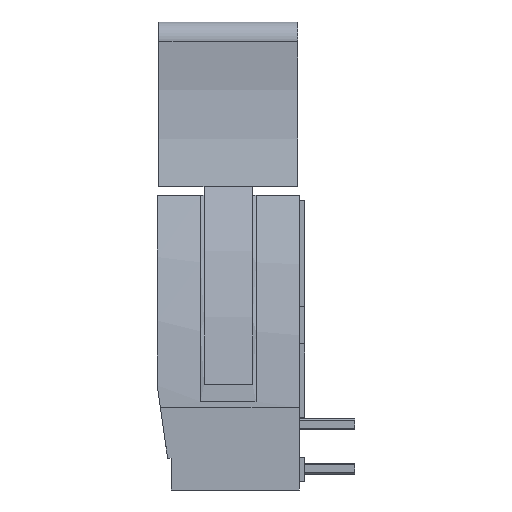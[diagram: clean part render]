
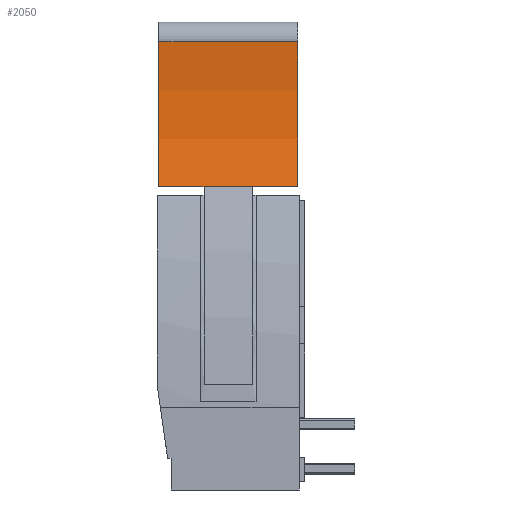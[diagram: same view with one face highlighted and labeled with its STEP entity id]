
A CAD part, left-side view. The second image highlights one B-rep face of the part: STEP entity #2050.
In plain terms, the highlighted cylindrical face has radius 20 mm (diameter 40 mm), a partial arc.
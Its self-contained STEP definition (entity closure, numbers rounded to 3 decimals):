
#16393 = VERTEX_POINT ( 'NONE', #12766 ) ;
#16773 = LINE ( 'NONE', #16774, #16775 ) ;
#16774 = CARTESIAN_POINT ( 'NONE',  ( -19.701, 5.8, 4. ) ) ;
#16775 = VECTOR ( 'NONE', #16776, 1000. ) ;
#16776 = DIRECTION ( 'NONE',  ( 0., -1., 0. ) ) ;
#16902 = EDGE_CURVE ( 'NONE', #17255, #7438, #13159, .T. ) ;
#628 = EDGE_CURVE ( 'NONE', #14417, #1868, #16773, .T. ) ;
#17255 = VERTEX_POINT ( 'NONE', #13571 ) ;
#1408 = CARTESIAN_POINT ( 'NONE',  ( -19.701, 3., 4. ) ) ;
#1829 = FACE_OUTER_BOUND ( 'NONE', #2880, .T. ) ;
#1853 = CYLINDRICAL_SURFACE ( 'NONE', #1854, 20. ) ;
#1854 = AXIS2_PLACEMENT_3D ( 'NONE', #1855, #1856, #1857 ) ;
#1855 = CARTESIAN_POINT ( 'NONE',  ( -38.93, 8.4, 9.5 ) ) ;
#1856 = DIRECTION ( 'NONE',  ( 0., -1., 0. ) ) ;
#1857 = DIRECTION ( 'NONE',  ( 0., 0., -1. ) ) ;
#1868 = VERTEX_POINT ( 'NONE', #1408 ) ;
#2050 = ADVANCED_FACE ( 'NONE', ( #1829 ), #1853, .F. ) ;
#2830 = ORIENTED_EDGE ( 'NONE', *, *, #8535, .F. ) ;
#2880 = EDGE_LOOP ( 'NONE', ( #2830, #3450, #13652, #4035, #4588, #4942 ) ) ;
#3450 = ORIENTED_EDGE ( 'NONE', *, *, #13058, .F. ) ;
#4035 = ORIENTED_EDGE ( 'NONE', *, *, #4162, .T. ) ;
#4162 = EDGE_CURVE ( 'NONE', #7438, #14417, #5597, .T. ) ;
#4588 = ORIENTED_EDGE ( 'NONE', *, *, #628, .T. ) ;
#4942 = ORIENTED_EDGE ( 'NONE', *, *, #9180, .T. ) ;
#5597 = LINE ( 'NONE', #5598, #5599 ) ;
#5598 = CARTESIAN_POINT ( 'NONE',  ( -19.701, 8.4, 4. ) ) ;
#5599 = VECTOR ( 'NONE', #5600, 1000. ) ;
#5600 = DIRECTION ( 'NONE',  ( 0., -1., 0. ) ) ;
#7438 = VERTEX_POINT ( 'NONE', #7823 ) ;
#7823 = CARTESIAN_POINT ( 'NONE',  ( -19.701, 8.4, 4. ) ) ;
#8275 = CIRCLE ( 'NONE', #8276, 20. ) ;
#8276 = AXIS2_PLACEMENT_3D ( 'NONE', #8277, #8278, #8279 ) ;
#8277 = CARTESIAN_POINT ( 'NONE',  ( -38.93, 0.4, 9.5 ) ) ;
#8278 = DIRECTION ( 'NONE',  ( 0., 1., 0. ) ) ;
#8279 = DIRECTION ( 'NONE',  ( 0., 0., 1. ) ) ;
#8535 = EDGE_CURVE ( 'NONE', #16393, #11927, #8275, .T. ) ;
#8610 = LINE ( 'NONE', #8611, #8612 ) ;
#8611 = CARTESIAN_POINT ( 'NONE',  ( -19.701, 8.4, 4. ) ) ;
#8612 = VECTOR ( 'NONE', #8613, 1000. ) ;
#8613 = DIRECTION ( 'NONE',  ( 0., -1., 0. ) ) ;
#9180 = EDGE_CURVE ( 'NONE', #1868, #11927, #8610, .T. ) ;
#9650 = CARTESIAN_POINT ( 'NONE',  ( -19.701, 0.4, 4. ) ) ;
#9979 = LINE ( 'NONE', #9982, #9983 ) ;
#9982 = CARTESIAN_POINT ( 'NONE',  ( -19.135, 8.4, 12.357 ) ) ;
#9983 = VECTOR ( 'NONE', #9984, 1000. ) ;
#9984 = DIRECTION ( 'NONE',  ( 0., -1., 0. ) ) ;
#10541 = CARTESIAN_POINT ( 'NONE',  ( -19.701, 5.8, 4. ) ) ;
#11927 = VERTEX_POINT ( 'NONE', #9650 ) ;
#12766 = CARTESIAN_POINT ( 'NONE',  ( -19.135, 0.4, 12.357 ) ) ;
#13058 = EDGE_CURVE ( 'NONE', #17255, #16393, #9979, .T. ) ;
#13159 = CIRCLE ( 'NONE', #13160, 20. ) ;
#13160 = AXIS2_PLACEMENT_3D ( 'NONE', #13161, #13162, #13163 ) ;
#13161 = CARTESIAN_POINT ( 'NONE',  ( -38.93, 8.4, 9.5 ) ) ;
#13162 = DIRECTION ( 'NONE',  ( 0., 1., 0. ) ) ;
#13163 = DIRECTION ( 'NONE',  ( 0., 0., 1. ) ) ;
#13571 = CARTESIAN_POINT ( 'NONE',  ( -19.135, 8.4, 12.357 ) ) ;
#13652 = ORIENTED_EDGE ( 'NONE', *, *, #16902, .T. ) ;
#14417 = VERTEX_POINT ( 'NONE', #10541 ) ;
